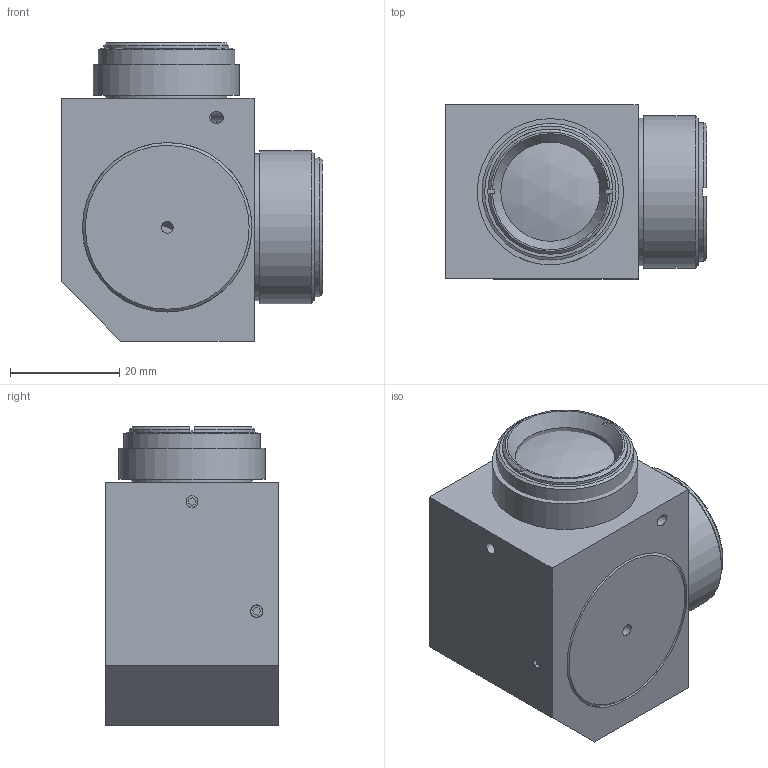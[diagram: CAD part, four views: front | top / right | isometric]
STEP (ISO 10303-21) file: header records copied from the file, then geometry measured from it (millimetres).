
FILE_DESCRIPTION((''),'2;1');
FILE_NAME('60869_0.stp','2010-01-05T08:12:57',('EVANS'),(''),'Autodesk Inventor 2010','Autodesk Inventor 2010','');
FILE_SCHEMA(('AUTOMOTIVE_DESIGN { 1 0 10303 214 1 1 1 1 }'));
Length unit declared in the file: inch
Products named in the file (17): Assembly1; 60869; 60870; 60872; 60871; 60116; 60116A; 60116B; 60121; 60168; 60169; 7001; 7015; 7106; 60892; 60894; 60893
Assembly tree (21 placements, depth 4):
  Assembly1
    60869
      60870
      60872
      60871
      60116
        60116A
        60116B
      60121
      60168
      60169
      7001
      7015  x5
      7106  x2
      60892
      60894
      60893
Bounding box: 47.83 x 31.75 x 54.56 mm (x, y, z)
Volume: 44781.6 mm3; surface area: 27893.5 mm2
Topology: 19 solids, 19 shells, 247 faces, 546 edges, 356 vertices
Faces by surface type: plane 141, cylinder 43, cone 40, bspline 21, sphere 2
Full cylindrical faces by diameter (mm): 2.845 x10, 4.648 x2, 18.009 x1, 18.136 x1, 19.05 x2, 19.279 x1, 20 x1, 20.54 x1, 20.574 x1, 21 x1, 21.082 x1, 21.336 x1, 22.088 x1, 22.225 x3, 22.86 x1, 23.038 x1, 23.673 x1, 23.8 x2, 23.825 x1, 25 x1, 25.4 x2, 26.746 x1, 26.949 x1, 27.965 x1, 29.591 x1, 30.988 x1, 31.013 x1
Entity records: 5484 total; most frequent: CARTESIAN_POINT 1388, DIRECTION 792, ORIENTED_EDGE 600, AXIS2_PLACEMENT_3D 329, EDGE_CURVE 300, EDGE_LOOP 294, VERTEX_POINT 236, FACE_OUTER_BOUND 178
